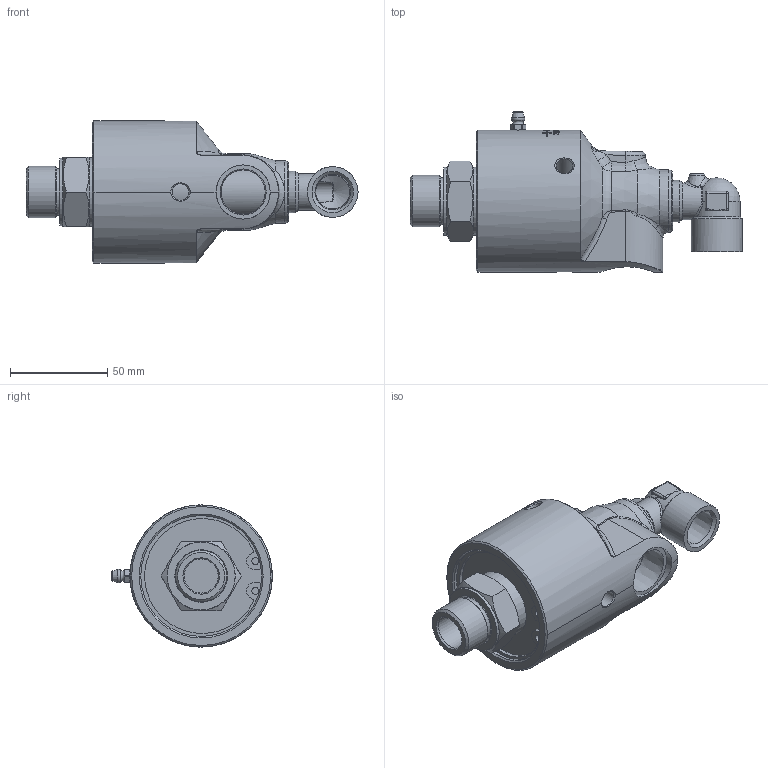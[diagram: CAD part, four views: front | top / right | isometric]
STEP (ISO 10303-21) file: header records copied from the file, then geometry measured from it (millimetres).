
FILE_DESCRIPTION(/* description */ (''),/* implementation_level */ '2;1');
FILE_NAME(/* name */ '255-265-445043-IC.stp',/* time_stamp */ '2020-05-18T16:24:51-05:00',/* author */ ('Moorera'),/* organization */ (''),/* preprocessor_version */ 'ST-DEVELOPER v18.1',/* originating_system */ 'Autodesk Inventor 2020',/* authorisation */ '');
FILE_SCHEMA (('AUTOMOTIVE_DESIGN { 1 0 10303 214 3 1 1 }'));
Length unit declared in the file: millimetre
Products named in the file (1): 255-265-445043-IC
Bounding box: 170.52 x 82.41 x 73 mm (x, y, z)
Volume: 325717.4 mm3; surface area: 44359.9 mm2
Topology: 1 solids, 2 shells, 614 faces, 1651 edges, 1082 vertices
Faces by surface type: bspline 287, plane 161, cylinder 95, cone 48, torus 12, sphere 11
Full cylindrical faces by diameter (mm): 2.005 x1, 3.5 x3, 5.359 x1, 8.6 x3, 10.719 x1, 17.475 x1, 17.5 x1, 19 x1, 22.631 x1, 26 x1, 26.441 x1, 27 x1, 27.8 x1, 34.9 x1, 35 x1, 62.05 x1
Entity records: 34048 total; most frequent: CARTESIAN_POINT 19994, ORIENTED_EDGE 3284, DIRECTION 2189, EDGE_CURVE 1642, VERTEX_POINT 1082, AXIS2_PLACEMENT_3D 824, EDGE_LOOP 666, FACE_OUTER_BOUND 614
